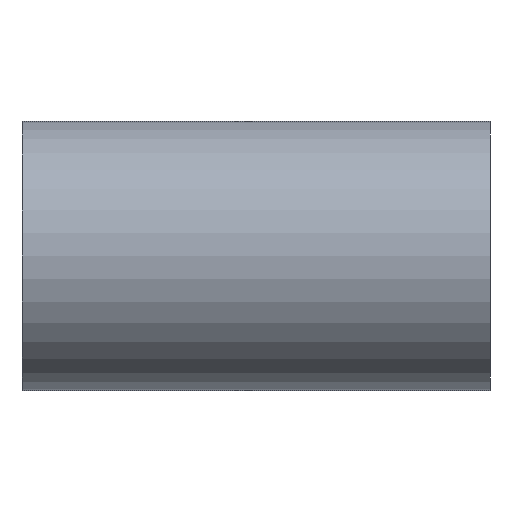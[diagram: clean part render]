
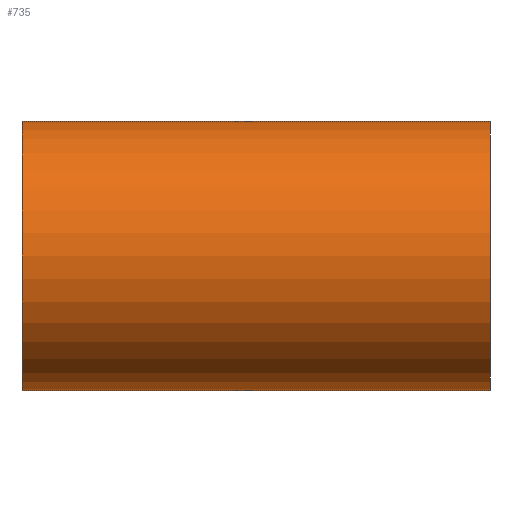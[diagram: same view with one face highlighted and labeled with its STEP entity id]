
A CAD part, left-side view. The second image highlights one B-rep face of the part: STEP entity #735.
In plain terms, the highlighted cylindrical face has radius 57.5 mm (diameter 115 mm), a partial arc.
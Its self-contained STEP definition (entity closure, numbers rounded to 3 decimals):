
#4 = VECTOR ( 'NONE', #443, 1000. ) ;
#15 = CARTESIAN_POINT ( 'NONE',  ( 0., 50., 57.5 ) ) ;
#40 = LINE ( 'NONE', #723, #4 ) ;
#93 = CYLINDRICAL_SURFACE ( 'NONE', #478, 57.5 ) ;
#128 = AXIS2_PLACEMENT_3D ( 'NONE', #288, #519, #444 ) ;
#133 = EDGE_LOOP ( 'NONE', ( #738, #483, #597, #627 ) ) ;
#149 = VERTEX_POINT ( 'NONE', #730 ) ;
#178 = EDGE_CURVE ( 'NONE', #399, #149, #535, .T. ) ;
#182 = AXIS2_PLACEMENT_3D ( 'NONE', #203, #388, #607 ) ;
#190 = EDGE_CURVE ( 'NONE', #558, #399, #559, .T. ) ;
#195 = CARTESIAN_POINT ( 'NONE',  ( 0., 250., 57.5 ) ) ;
#203 = CARTESIAN_POINT ( 'NONE',  ( 0., 250., 0. ) ) ;
#232 = CIRCLE ( 'NONE', #182, 57.5 ) ;
#270 = CARTESIAN_POINT ( 'NONE',  ( 0., 300., 57.5 ) ) ;
#288 = CARTESIAN_POINT ( 'NONE',  ( 0., 50., 0. ) ) ;
#334 = CARTESIAN_POINT ( 'NONE',  ( 0., 300., 0. ) ) ;
#339 = DIRECTION ( 'NONE',  ( 0., 0., -1. ) ) ;
#388 = DIRECTION ( 'NONE',  ( 0., 1., 0. ) ) ;
#394 = VERTEX_POINT ( 'NONE', #654 ) ;
#398 = EDGE_CURVE ( 'NONE', #394, #558, #232, .T. ) ;
#399 = VERTEX_POINT ( 'NONE', #15 ) ;
#443 = DIRECTION ( 'NONE',  ( 0., -1., 0. ) ) ;
#444 = DIRECTION ( 'NONE',  ( 0., 0., 1. ) ) ;
#478 = AXIS2_PLACEMENT_3D ( 'NONE', #334, #506, #339 ) ;
#483 = ORIENTED_EDGE ( 'NONE', *, *, #398, .F. ) ;
#501 = DIRECTION ( 'NONE',  ( 0., -1., 0. ) ) ;
#506 = DIRECTION ( 'NONE',  ( 0., -1., 0. ) ) ;
#519 = DIRECTION ( 'NONE',  ( 0., -1., 0. ) ) ;
#535 = CIRCLE ( 'NONE', #128, 57.5 ) ;
#558 = VERTEX_POINT ( 'NONE', #195 ) ;
#559 = LINE ( 'NONE', #270, #649 ) ;
#597 = ORIENTED_EDGE ( 'NONE', *, *, #621, .T. ) ;
#607 = DIRECTION ( 'NONE',  ( 0., 0., 1. ) ) ;
#621 = EDGE_CURVE ( 'NONE', #394, #149, #40, .T. ) ;
#625 = FACE_OUTER_BOUND ( 'NONE', #133, .T. ) ;
#627 = ORIENTED_EDGE ( 'NONE', *, *, #178, .F. ) ;
#649 = VECTOR ( 'NONE', #501, 1000. ) ;
#654 = CARTESIAN_POINT ( 'NONE',  ( 0., 250., -57.5 ) ) ;
#723 = CARTESIAN_POINT ( 'NONE',  ( 0., 300., -57.5 ) ) ;
#730 = CARTESIAN_POINT ( 'NONE',  ( 0., 50., -57.5 ) ) ;
#735 = ADVANCED_FACE ( 'NONE', ( #625 ), #93, .T. ) ;
#738 = ORIENTED_EDGE ( 'NONE', *, *, #190, .F. ) ;
